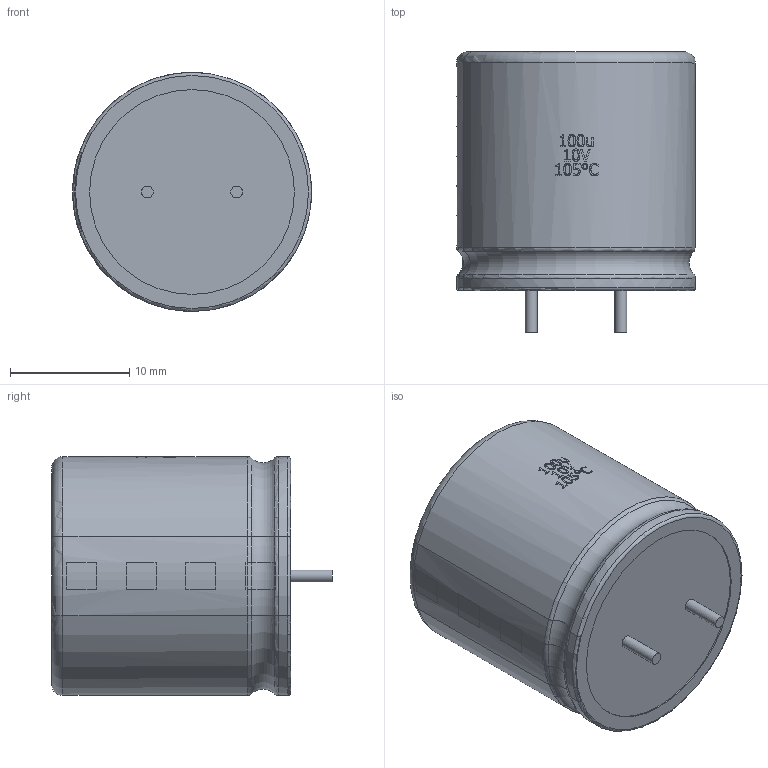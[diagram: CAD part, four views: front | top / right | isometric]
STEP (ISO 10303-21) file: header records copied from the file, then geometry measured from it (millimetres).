
FILE_DESCRIPTION(/* description */ (''),/* implementation_level */ '2;1');
FILE_NAME(/* name */ 'D-20__L-20__P-7,5__TMP-105__C-1u__U-16.ipt.stp',/* time_stamp */ '2021-06-20T18:30:23+02:00',/* author */ ('Pavel Safar'),/* organization */ (''),/* preprocessor_version */ 'ST-DEVELOPER v18.1',/* originating_system */ 'Autodesk Inventor 2022',/* authorisation */ '');
FILE_SCHEMA (('AUTOMOTIVE_DESIGN { 1 0 10303 214 3 1 1 }'));
Length unit declared in the file: millimetre
Products named in the file (1): D-20__L-20__P-7,5__TMP-105__C-1u__U-16
Bounding box: 20 x 23.5 x 20 mm (x, y, z)
Volume: 6181.8 mm3; surface area: 1901.9 mm2
Topology: 1 solids, 1 shells, 240 faces, 638 edges, 424 vertices
Faces by surface type: plane 102, bspline 94, cylinder 29, torus 15
Full cylindrical faces by diameter (mm): 1 x2, 16.333 x1, 17.143 x1
Entity records: 11670 total; most frequent: CARTESIAN_POINT 5962, ORIENTED_EDGE 1276, DIRECTION 840, EDGE_CURVE 638, VERTEX_POINT 424, LINE 290, VECTOR 290, AXIS2_PLACEMENT_3D 275
